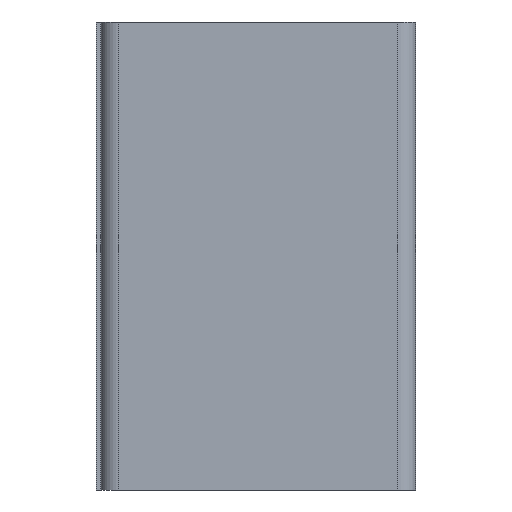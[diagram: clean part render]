
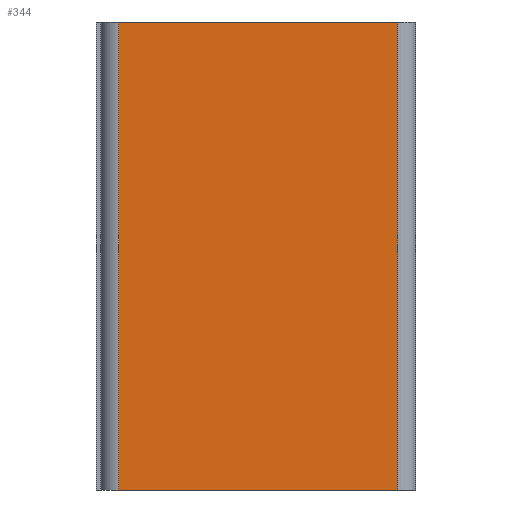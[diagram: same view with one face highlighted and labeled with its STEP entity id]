
A CAD part, left-side view. The second image highlights one B-rep face of the part: STEP entity #344.
In plain terms, the highlighted planar face has unit normal (-1, 0, 0).
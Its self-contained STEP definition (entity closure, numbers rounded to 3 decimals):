
#38=FACE_OUTER_BOUND('',#56,.T.);
#56=EDGE_LOOP('',(#291,#292,#293,#294));
#75=LINE('',#512,#115);
#86=LINE('',#542,#126);
#97=LINE('',#565,#137);
#98=LINE('',#567,#138);
#115=VECTOR('',#409,0.31);
#126=VECTOR('',#434,0.31);
#137=VECTOR('',#459,0.52);
#138=VECTOR('',#462,0.52);
#156=VERTEX_POINT('',#509);
#157=VERTEX_POINT('',#511);
#168=VERTEX_POINT('',#539);
#169=VERTEX_POINT('',#541);
#189=EDGE_CURVE('',#156,#157,#75,.T.);
#205=EDGE_CURVE('',#168,#169,#86,.T.);
#217=EDGE_CURVE('',#169,#156,#97,.T.);
#218=EDGE_CURVE('',#157,#168,#98,.T.);
#291=ORIENTED_EDGE('',*,*,#217,.F.);
#292=ORIENTED_EDGE('',*,*,#205,.F.);
#293=ORIENTED_EDGE('',*,*,#218,.F.);
#294=ORIENTED_EDGE('',*,*,#189,.F.);
#328=PLANE('',#378);
#344=ADVANCED_FACE('',(#38),#328,.T.);
#378=AXIS2_PLACEMENT_3D('',#566,#460,#461);
#409=DIRECTION('',(0.,-1.,0.));
#434=DIRECTION('',(0.,1.,0.));
#459=DIRECTION('',(0.,0.,1.));
#460=DIRECTION('center_axis',(-1.,0.,0.));
#461=DIRECTION('ref_axis',(0.,0.,1.));
#462=DIRECTION('',(0.,0.,-1.));
#509=CARTESIAN_POINT('',(-0.5,0.155,0.26));
#511=CARTESIAN_POINT('',(-0.5,-0.155,0.26));
#512=CARTESIAN_POINT('',(-0.5,0.155,0.26));
#539=CARTESIAN_POINT('',(-0.5,-0.155,-0.26));
#541=CARTESIAN_POINT('',(-0.5,0.155,-0.26));
#542=CARTESIAN_POINT('',(-0.5,-0.155,-0.26));
#565=CARTESIAN_POINT('',(-0.5,0.155,-0.26));
#566=CARTESIAN_POINT('Origin',(-0.5,-0.15,-0.26));
#567=CARTESIAN_POINT('',(-0.5,-0.155,0.26));
